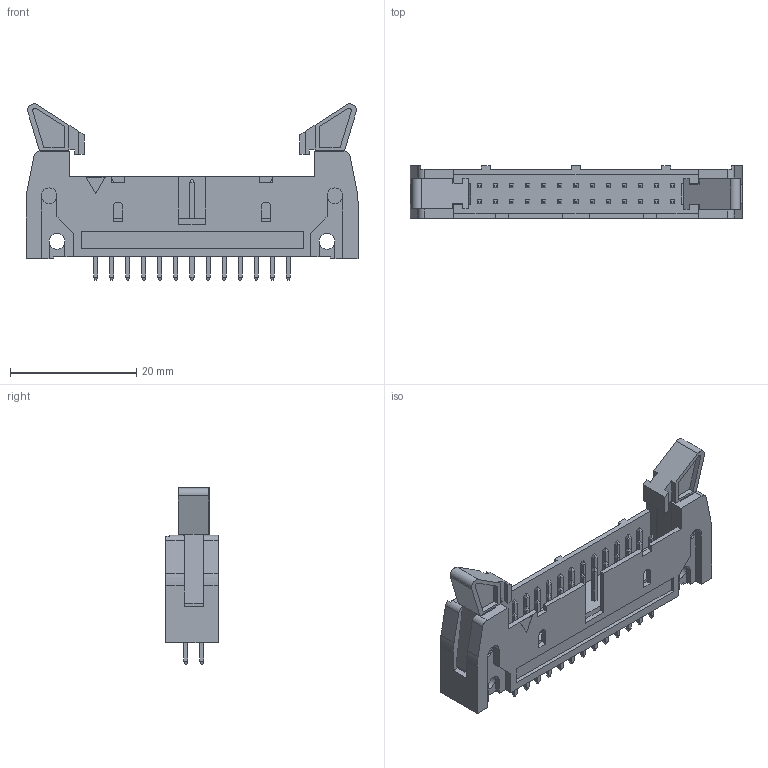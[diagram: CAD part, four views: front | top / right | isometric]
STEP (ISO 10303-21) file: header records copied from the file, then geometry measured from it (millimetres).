
FILE_DESCRIPTION(/* description */ ('Unknown'),/* implementation_level */ '2;1');
FILE_NAME(/* name */ '61202622021',/* time_stamp */ '2016-01-06T13:45:01+01:00',/* author */ ('Unknown'),/* organization */ ('Unknown'),/* preprocessor_version */ 'ST-DEVELOPER v16',/* originating_system */ 'DEX',/* authorisation */ $);
FILE_SCHEMA (('AUTOMOTIVE_DESIGN {1 0 10303 214 3 1 1}'));
Length unit declared in the file: millimetre
Products named in the file (4): 6120xx22021; 26; 6120xx22x21_LEVIER_COURT; 6120xx21621_PIN
Assembly tree (29 placements, depth 2):
  6120xx22021
    26
    6120xx22x21_LEVIER_COURT  x2
    6120xx21621_PIN  x26
Bounding box: 52.52 x 8.31 x 27.9 mm (x, y, z)
Volume: 3590.3 mm3; surface area: 6312.1 mm2
Topology: 29 solids, 29 shells, 725 faces, 1844 edges, 1153 vertices
Faces by surface type: plane 691, cylinder 34
Full cylindrical faces by diameter (mm): 2.5 x16
Entity records: 11433 total; most frequent: CARTESIAN_POINT 2020, ORIENTED_EDGE 2002, DIRECTION 1775, EDGE_CURVE 1001, LINE 933, VECTOR 933, VERTEX_POINT 666, AXIS2_PLACEMENT_3D 421
